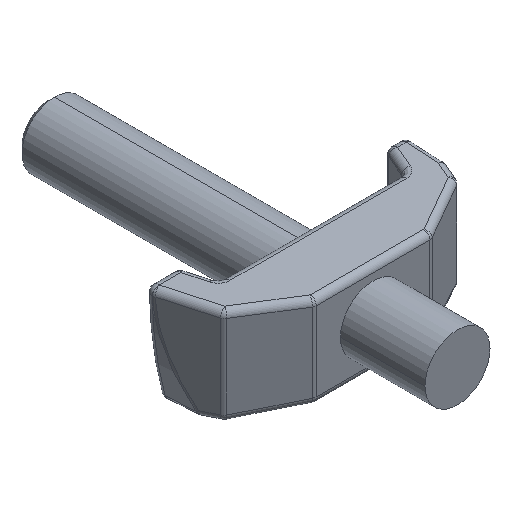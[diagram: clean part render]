
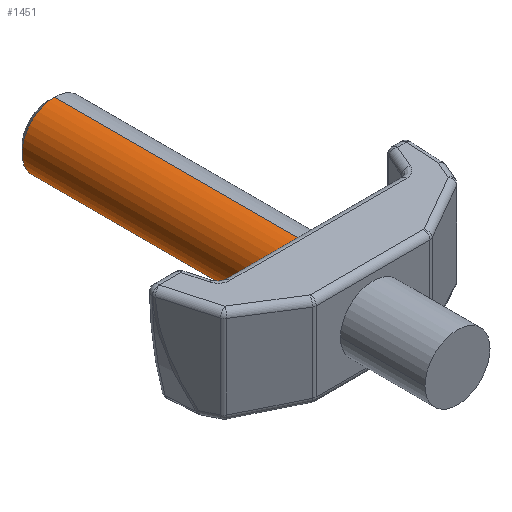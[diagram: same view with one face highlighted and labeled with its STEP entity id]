
A CAD part, isometric view. The second image highlights one B-rep face of the part: STEP entity #1451.
In plain terms, the highlighted cylindrical face has radius 5 mm (diameter 10 mm), a partial arc.
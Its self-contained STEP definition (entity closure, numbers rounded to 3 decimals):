
#50 = CARTESIAN_POINT ( 'NONE',  ( 0., 49., 0. ) ) ;
#54 = VECTOR ( 'NONE', #1347, 1000. ) ;
#97 = DIRECTION ( 'NONE',  ( 0., -1., 0. ) ) ;
#106 = CARTESIAN_POINT ( 'NONE',  ( 0., 9.5, -5. ) ) ;
#117 = CARTESIAN_POINT ( 'NONE',  ( -5., 10.5, 0. ) ) ;
#119 = LINE ( 'NONE', #224, #54 ) ;
#224 = CARTESIAN_POINT ( 'NONE',  ( 0., 9.5, 5. ) ) ;
#234 = DIRECTION ( 'NONE',  ( 0., 0., -1. ) ) ;
#352 = EDGE_LOOP ( 'NONE', ( #451, #1264, #1453, #1721, #2278 ) ) ;
#451 = ORIENTED_EDGE ( 'NONE', *, *, #1789, .F. ) ;
#530 = CARTESIAN_POINT ( 'NONE',  ( 0., 49., 5. ) ) ;
#566 = CYLINDRICAL_SURFACE ( 'NONE', #2228, 5. ) ;
#572 = DIRECTION ( 'NONE',  ( 0., 1., 0. ) ) ;
#584 = DIRECTION ( 'NONE',  ( 0., 1., 0. ) ) ;
#609 = CARTESIAN_POINT ( 'NONE',  ( 0., 10.5, -5. ) ) ;
#622 = EDGE_CURVE ( 'NONE', #697, #1333, #1204, .T. ) ;
#623 = VERTEX_POINT ( 'NONE', #530 ) ;
#625 = FACE_OUTER_BOUND ( 'NONE', #352, .T. ) ;
#658 = CARTESIAN_POINT ( 'NONE',  ( 0., 49., -5. ) ) ;
#672 = DIRECTION ( 'NONE',  ( 0., 0., -1. ) ) ;
#697 = VERTEX_POINT ( 'NONE', #609 ) ;
#986 = CIRCLE ( 'NONE', #2155, 5. ) ;
#992 = CARTESIAN_POINT ( 'NONE',  ( 0., 10.5, 5. ) ) ;
#1050 = DIRECTION ( 'NONE',  ( 0., -1., 0. ) ) ;
#1161 = LINE ( 'NONE', #106, #1676 ) ;
#1204 = CIRCLE ( 'NONE', #1605, 5. ) ;
#1264 = ORIENTED_EDGE ( 'NONE', *, *, #1815, .T. ) ;
#1333 = VERTEX_POINT ( 'NONE', #117 ) ;
#1347 = DIRECTION ( 'NONE',  ( 0., -1., 0. ) ) ;
#1352 = DIRECTION ( 'NONE',  ( 0., -1., 0. ) ) ;
#1451 = ADVANCED_FACE ( 'NONE', ( #625 ), #566, .T. ) ;
#1453 = ORIENTED_EDGE ( 'NONE', *, *, #2391, .T. ) ;
#1605 = AXIS2_PLACEMENT_3D ( 'NONE', #1750, #584, #1936 ) ;
#1676 = VECTOR ( 'NONE', #97, 1000. ) ;
#1700 = EDGE_CURVE ( 'NONE', #1333, #1849, #2133, .T. ) ;
#1721 = ORIENTED_EDGE ( 'NONE', *, *, #622, .T. ) ;
#1734 = CARTESIAN_POINT ( 'NONE',  ( 0., 10.5, 0. ) ) ;
#1750 = CARTESIAN_POINT ( 'NONE',  ( 0., 10.5, 0. ) ) ;
#1789 = EDGE_CURVE ( 'NONE', #623, #1849, #119, .T. ) ;
#1815 = EDGE_CURVE ( 'NONE', #623, #1977, #986, .T. ) ;
#1843 = CARTESIAN_POINT ( 'NONE',  ( 0., 9.5, 0. ) ) ;
#1849 = VERTEX_POINT ( 'NONE', #992 ) ;
#1924 = DIRECTION ( 'NONE',  ( 1., 0., 0. ) ) ;
#1936 = DIRECTION ( 'NONE',  ( 1., 0., 0. ) ) ;
#1977 = VERTEX_POINT ( 'NONE', #658 ) ;
#2133 = CIRCLE ( 'NONE', #2408, 5. ) ;
#2155 = AXIS2_PLACEMENT_3D ( 'NONE', #50, #1352, #234 ) ;
#2228 = AXIS2_PLACEMENT_3D ( 'NONE', #1843, #1050, #672 ) ;
#2278 = ORIENTED_EDGE ( 'NONE', *, *, #1700, .T. ) ;
#2391 = EDGE_CURVE ( 'NONE', #1977, #697, #1161, .T. ) ;
#2408 = AXIS2_PLACEMENT_3D ( 'NONE', #1734, #572, #1924 ) ;
